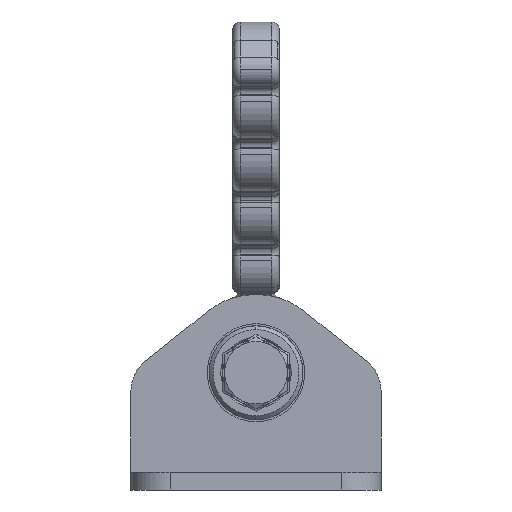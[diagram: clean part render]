
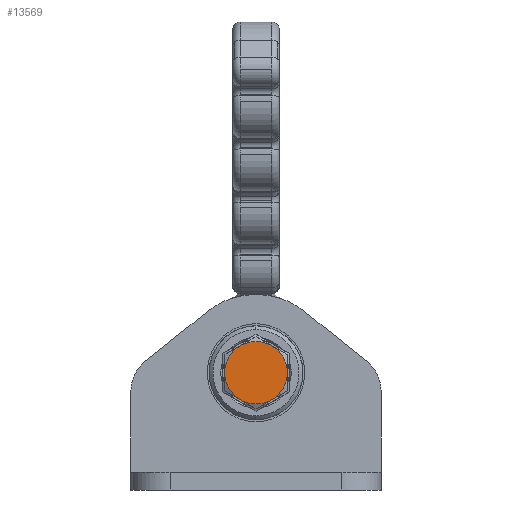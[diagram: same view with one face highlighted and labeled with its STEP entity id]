
A CAD part, front view. The second image highlights one B-rep face of the part: STEP entity #13569.
In plain terms, the highlighted planar face has unit normal (0, -1, 0).
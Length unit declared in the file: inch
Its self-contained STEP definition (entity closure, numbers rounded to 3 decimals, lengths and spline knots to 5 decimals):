
#7353=VERTEX_POINT('',#21228);
#7736=VERTEX_POINT('',#21631);
#7980=EDGE_CURVE('',#15330,#11623,#21884,.T.);
#8131=VERTEX_POINT('',#22040);
#8591=EDGE_CURVE('',#7353,#14371,#22526,.T.);
#10005=EDGE_CURVE('',#14371,#19120,#24010,.T.);
#10265=VERTEX_POINT('',#24283);
#10545=VERTEX_POINT('',#24575);
#10781=VERTEX_POINT('',#24827);
#11103=EDGE_CURVE('',#14121,#11894,#25157,.T.);
#11270=EDGE_CURVE('',#7736,#15871,#25328,.T.);
#11347=VERTEX_POINT('',#25414);
#11623=VERTEX_POINT('',#25705);
#11670=EDGE_CURVE('',#13487,#16402,#25753,.T.);
#11894=VERTEX_POINT('',#25996);
#12342=VERTEX_POINT('',#26473);
#12364=EDGE_CURVE('',#10265,#8131,#26495,.T.);
#12386=EDGE_CURVE('',#15784,#13487,#26518,.T.);
#12476=EDGE_CURVE('',#14200,#12964,#26613,.T.);
#12495=EDGE_CURVE('',#19698,#7353,#26635,.T.);
#12964=VERTEX_POINT('',#27125);
#13388=EDGE_CURVE('',#10545,#7736,#27577,.T.);
#13487=VERTEX_POINT('',#27684);
#13569=ADVANCED_FACE('',(#27772),#27773,.F.);
#13784=EDGE_CURVE('',#14583,#14121,#28003,.T.);
#13851=EDGE_CURVE('',#10781,#14583,#28073,.T.);
#14100=EDGE_CURVE('',#11623,#10545,#28331,.T.);
#14121=VERTEX_POINT('',#28353);
#14200=VERTEX_POINT('',#28437);
#14235=EDGE_CURVE('',#8131,#15330,#28475,.T.);
#14371=VERTEX_POINT('',#28618);
#14583=VERTEX_POINT('',#28841);
#14776=EDGE_CURVE('',#15871,#11347,#29045,.T.);
#15218=EDGE_CURVE('',#11894,#14200,#29512,.T.);
#15330=VERTEX_POINT('',#29627);
#15784=VERTEX_POINT('',#30107);
#15871=VERTEX_POINT('',#30200);
#16402=VERTEX_POINT('',#30759);
#16491=EDGE_CURVE('',#12964,#12342,#30851,.T.);
#18422=EDGE_CURVE('',#11347,#10781,#32876,.T.);
#18802=EDGE_CURVE('',#12342,#15784,#33273,.T.);
#19120=VERTEX_POINT('',#33610);
#19698=VERTEX_POINT('',#34226);
#19858=EDGE_CURVE('',#16402,#19698,#34390,.T.);
#20446=EDGE_CURVE('',#19120,#10265,#35012,.T.);
#21228=CARTESIAN_POINT('',(-0.27276,-5.27092,0.15748));
#21631=CARTESIAN_POINT('',(0.29099,-5.27092,0.12053));
#21884=CIRCLE('',#36837,0.31496);
#22040=CARTESIAN_POINT('',(0.12053,-5.27092,0.29099));
#22526=CIRCLE('',#37724,0.31496);
#24010=CIRCLE('',#39978,0.31496);
#24283=CARTESIAN_POINT('',(-0.12053,-5.27092,0.29099));
#24575=CARTESIAN_POINT('',(0.27276,-5.27092,0.15748));
#24827=CARTESIAN_POINT('',(0.27276,-5.27092,-0.15748));
#25157=LINE('',#42367,#42368);
#25328=CIRCLE('',#42582,0.31492);
#25414=CARTESIAN_POINT('',(0.29099,-5.27092,-0.12053));
#25705=CARTESIAN_POINT('',(0.22271,-5.27092,0.22271));
#25753=CIRCLE('',#43377,0.31496);
#25996=CARTESIAN_POINT('',(0.12053,-5.27092,-0.29099));
#26473=CARTESIAN_POINT('',(-0.22271,-5.27092,-0.22271));
#26495=CIRCLE('',#44272,0.31496);
#26518=CIRCLE('',#44297,0.31496);
#26613=LINE('',#44405,#44406);
#26635=CIRCLE('',#44428,0.31496);
#27125=CARTESIAN_POINT('',(-0.15748,-5.27092,-0.27276));
#27577=LINE('',#45608,#45609);
#27684=CARTESIAN_POINT('',(-0.29099,-5.27092,-0.12053));
#27772=FACE_OUTER_BOUND('',#45845,.T.);
#27773=PLANE('',#45846);
#28003=CIRCLE('',#46109,0.31496);
#28073=CIRCLE('',#46189,0.31496);
#28331=CIRCLE('',#46507,0.31496);
#28353=CARTESIAN_POINT('',(0.15748,-5.27092,-0.27276));
#28437=CARTESIAN_POINT('',(-0.12053,-5.27092,-0.29099));
#28475=CIRCLE('',#46749,0.31496);
#28618=CARTESIAN_POINT('',(-0.22271,-5.27092,0.22271));
#28841=CARTESIAN_POINT('',(0.22271,-5.27092,-0.22271));
#29045=CIRCLE('',#47514,0.31496);
#29512=CIRCLE('',#48973,0.31496);
#29627=CARTESIAN_POINT('',(0.15748,-5.27092,0.27276));
#30107=CARTESIAN_POINT('',(-0.27276,-5.27092,-0.15748));
#30200=CARTESIAN_POINT('',(0.31496,-5.27092,0.));
#30759=CARTESIAN_POINT('',(-0.31496,-5.27092,0.));
#30851=CIRCLE('',#50594,0.31496);
#32876=CIRCLE('',#53276,0.31496);
#33273=CIRCLE('',#53730,0.31496);
#33610=CARTESIAN_POINT('',(-0.15748,-5.27092,0.27276));
#34226=CARTESIAN_POINT('',(-0.29099,-5.27092,0.12053));
#34390=CIRCLE('',#55125,0.31496);
#35012=CIRCLE('',#56109,0.31496);
#36837=AXIS2_PLACEMENT_3D('',#57767,#57768,#57769);
#37724=AXIS2_PLACEMENT_3D('',#58520,#58521,#58522);
#39978=AXIS2_PLACEMENT_3D('',#60326,#60327,#60328);
#42367=CARTESIAN_POINT('',(0.15748,-5.27092,-0.27276));
#42368=VECTOR('',#61531,1.0);
#42582=AXIS2_PLACEMENT_3D('',#61659,#61660,#61661);
#43377=AXIS2_PLACEMENT_3D('',#62188,#62189,#62190);
#44272=AXIS2_PLACEMENT_3D('',#63246,#63247,#63248);
#44297=AXIS2_PLACEMENT_3D('',#63263,#63264,#63265);
#44405=CARTESIAN_POINT('',(-0.12053,-5.27092,-0.29099));
#44406=VECTOR('',#63357,1.0);
#44428=AXIS2_PLACEMENT_3D('',#63418,#63419,#63420);
#45608=CARTESIAN_POINT('',(0.27276,-5.27092,0.15748));
#45609=VECTOR('',#64574,1.0);
#45845=EDGE_LOOP('',(#64856,#64857,#64858,#64859,#64860,#64861,#64862,#64863,#64864,#64865,#64866,#64867,#64868,#64869,#64870,#64871,#64872,#64873,#64874,#64875,#64876,#64877));
#45846=AXIS2_PLACEMENT_3D('',#64878,#64879,#64880);
#46109=AXIS2_PLACEMENT_3D('',#65166,#65167,#65168);
#46189=AXIS2_PLACEMENT_3D('',#65245,#65246,#65247);
#46507=AXIS2_PLACEMENT_3D('',#65492,#65493,#65494);
#46749=AXIS2_PLACEMENT_3D('',#65703,#65704,#65705);
#47514=AXIS2_PLACEMENT_3D('',#66309,#66310,#66311);
#48973=AXIS2_PLACEMENT_3D('',#66819,#66820,#66821);
#50594=AXIS2_PLACEMENT_3D('',#68574,#68575,#68576);
#53276=AXIS2_PLACEMENT_3D('',#70773,#70774,#70775);
#53730=AXIS2_PLACEMENT_3D('',#71186,#71187,#71188);
#55125=AXIS2_PLACEMENT_3D('',#72510,#72511,#72512);
#56109=AXIS2_PLACEMENT_3D('',#73326,#73327,#73328);
#57767=CARTESIAN_POINT('',(0.,-5.27092,0.));
#57768=DIRECTION('',(-0.0,1.0,0.0));
#57769=DIRECTION('',(0.5,0.0,0.866));
#58520=CARTESIAN_POINT('',(0.,-5.27092,0.));
#58521=DIRECTION('',(0.,1.0,0.));
#58522=DIRECTION('',(-1.0,0.,0.));
#60326=CARTESIAN_POINT('',(0.,-5.27092,0.));
#60327=DIRECTION('',(0.,1.0,0.));
#60328=DIRECTION('',(-1.0,0.,0.));
#61531=DIRECTION('',(-0.897,0.0,-0.442));
#61659=CARTESIAN_POINT('',(0.00004,-5.27092,0.00001));
#61660=DIRECTION('',(-0.0,1.0,0.0));
#61661=DIRECTION('',(0.924,0.0,0.383));
#62188=CARTESIAN_POINT('',(0.,-5.27092,0.));
#62189=DIRECTION('',(0.,1.0,0.));
#62190=DIRECTION('',(-0.5,0.,-0.866));
#63246=CARTESIAN_POINT('',(0.,-5.27092,0.));
#63247=DIRECTION('',(0.,1.0,0.));
#63248=DIRECTION('',(-0.5,0.,0.866));
#63263=CARTESIAN_POINT('',(0.,-5.27092,0.));
#63264=DIRECTION('',(0.,1.0,0.));
#63265=DIRECTION('',(-0.5,0.,-0.866));
#63357=DIRECTION('',(-0.897,0.0,0.442));
#63418=CARTESIAN_POINT('',(0.,-5.27092,0.));
#63419=DIRECTION('',(0.,1.0,0.));
#63420=DIRECTION('',(-1.0,0.,0.));
#64574=DIRECTION('',(0.442,0.0,-0.897));
#64856=ORIENTED_EDGE('',*,*,#20446,.F.);
#64857=ORIENTED_EDGE('',*,*,#10005,.F.);
#64858=ORIENTED_EDGE('',*,*,#8591,.F.);
#64859=ORIENTED_EDGE('',*,*,#12495,.F.);
#64860=ORIENTED_EDGE('',*,*,#19858,.F.);
#64861=ORIENTED_EDGE('',*,*,#11670,.F.);
#64862=ORIENTED_EDGE('',*,*,#12386,.F.);
#64863=ORIENTED_EDGE('',*,*,#18802,.F.);
#64864=ORIENTED_EDGE('',*,*,#16491,.F.);
#64865=ORIENTED_EDGE('',*,*,#12476,.F.);
#64866=ORIENTED_EDGE('',*,*,#15218,.F.);
#64867=ORIENTED_EDGE('',*,*,#11103,.F.);
#64868=ORIENTED_EDGE('',*,*,#13784,.F.);
#64869=ORIENTED_EDGE('',*,*,#13851,.F.);
#64870=ORIENTED_EDGE('',*,*,#18422,.F.);
#64871=ORIENTED_EDGE('',*,*,#14776,.F.);
#64872=ORIENTED_EDGE('',*,*,#11270,.F.);
#64873=ORIENTED_EDGE('',*,*,#13388,.F.);
#64874=ORIENTED_EDGE('',*,*,#14100,.F.);
#64875=ORIENTED_EDGE('',*,*,#7980,.F.);
#64876=ORIENTED_EDGE('',*,*,#14235,.F.);
#64877=ORIENTED_EDGE('',*,*,#12364,.F.);
#64878=CARTESIAN_POINT('',(0.0,-5.27092,0.));
#64879=DIRECTION('',(-0.0,1.0,0.0));
#64880=DIRECTION('',(0.0,-0.0,1.0));
#65166=CARTESIAN_POINT('',(0.,-5.27092,0.));
#65167=DIRECTION('',(0.,1.0,0.));
#65168=DIRECTION('',(1.0,0.,0.));
#65245=CARTESIAN_POINT('',(0.,-5.27092,0.));
#65246=DIRECTION('',(0.,1.0,0.));
#65247=DIRECTION('',(1.0,0.,0.));
#65492=CARTESIAN_POINT('',(0.,-5.27092,0.));
#65493=DIRECTION('',(-0.0,1.0,0.0));
#65494=DIRECTION('',(0.707,0.0,0.707));
#65703=CARTESIAN_POINT('',(0.,-5.27092,0.));
#65704=DIRECTION('',(0.,1.0,0.));
#65705=DIRECTION('',(-0.5,0.,0.866));
#66309=CARTESIAN_POINT('',(0.,-5.27092,0.));
#66310=DIRECTION('',(0.,1.0,0.));
#66311=DIRECTION('',(1.0,0.,0.));
#66819=CARTESIAN_POINT('',(0.,-5.27092,0.));
#66820=DIRECTION('',(0.0,1.0,0.));
#66821=DIRECTION('',(0.383,0.,-0.924));
#68574=CARTESIAN_POINT('',(0.,-5.27092,0.));
#68575=DIRECTION('',(0.,1.0,0.));
#68576=DIRECTION('',(-0.5,0.,-0.866));
#70773=CARTESIAN_POINT('',(0.,-5.27092,0.));
#70774=DIRECTION('',(0.,1.0,0.));
#70775=DIRECTION('',(1.0,0.,0.));
#71186=CARTESIAN_POINT('',(0.,-5.27092,0.));
#71187=DIRECTION('',(0.,1.0,0.));
#71188=DIRECTION('',(-0.5,0.,-0.866));
#72510=CARTESIAN_POINT('',(0.,-5.27092,0.));
#72511=DIRECTION('',(0.,1.0,0.));
#72512=DIRECTION('',(-1.0,0.,0.));
#73326=CARTESIAN_POINT('',(0.,-5.27092,0.));
#73327=DIRECTION('',(0.,1.0,0.));
#73328=DIRECTION('',(-0.5,0.,0.866));
